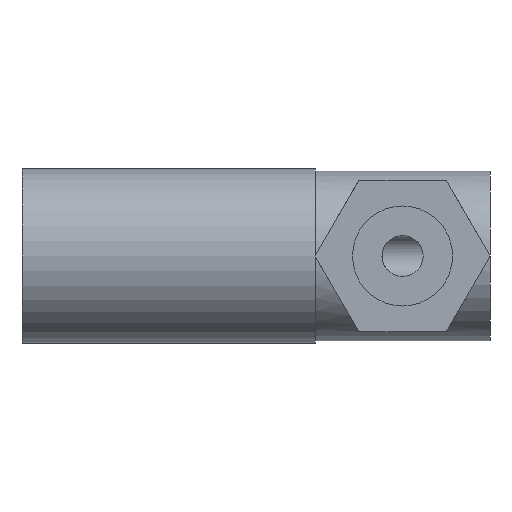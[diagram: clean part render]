
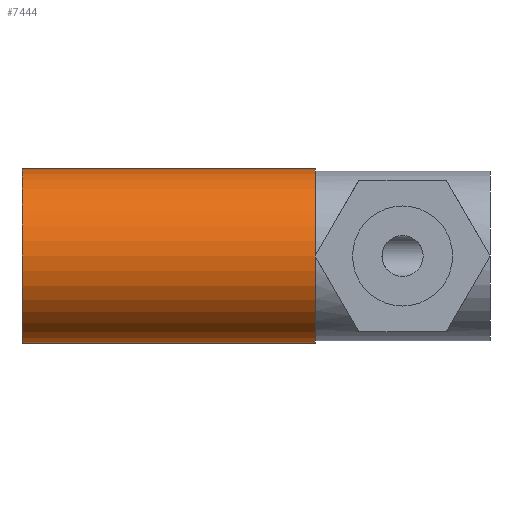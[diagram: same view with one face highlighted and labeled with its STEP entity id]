
A CAD part, front view. The second image highlights one B-rep face of the part: STEP entity #7444.
In plain terms, the highlighted cylindrical face has radius 8.5 mm (diameter 17 mm), a partial arc.
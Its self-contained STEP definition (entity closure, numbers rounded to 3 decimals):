
#126 = VERTEX_POINT ( 'NONE', #4246 ) ;
#355 = ORIENTED_EDGE ( 'NONE', *, *, #2058, .F. ) ;
#455 = LINE ( 'NONE', #4733, #4277 ) ;
#820 = ORIENTED_EDGE ( 'NONE', *, *, #1381, .T. ) ;
#1183 = EDGE_LOOP ( 'NONE', ( #355, #820, #4794, #4005 ) ) ;
#1381 = EDGE_CURVE ( 'NONE', #1948, #7616, #5314, .T. ) ;
#1476 = CARTESIAN_POINT ( 'NONE',  ( 0., 0., 0. ) ) ;
#1503 = EDGE_CURVE ( 'NONE', #7616, #126, #3541, .T. ) ;
#1519 = FACE_OUTER_BOUND ( 'NONE', #1183, .T. ) ;
#1666 = AXIS2_PLACEMENT_3D ( 'NONE', #1476, #3900, #6505 ) ;
#1838 = CARTESIAN_POINT ( 'NONE',  ( 28.5, 0., 8.5 ) ) ;
#1948 = VERTEX_POINT ( 'NONE', #3456 ) ;
#2003 = DIRECTION ( 'NONE',  ( -1., 0., 0. ) ) ;
#2050 = CYLINDRICAL_SURFACE ( 'NONE', #1666, 8.5 ) ;
#2058 = EDGE_CURVE ( 'NONE', #1948, #4471, #455, .T. ) ;
#2621 = CARTESIAN_POINT ( 'NONE',  ( 0., 0., 0. ) ) ;
#2630 = DIRECTION ( 'NONE',  ( -1., 0., 0. ) ) ;
#2661 = DIRECTION ( 'NONE',  ( 0., 0., 1. ) ) ;
#2756 = CARTESIAN_POINT ( 'NONE',  ( 0., 0., 8.5 ) ) ;
#2881 = DIRECTION ( 'NONE',  ( -1., 0., 0. ) ) ;
#3456 = CARTESIAN_POINT ( 'NONE',  ( 28.5, 0., -8.5 ) ) ;
#3541 = LINE ( 'NONE', #2756, #4662 ) ;
#3900 = DIRECTION ( 'NONE',  ( -1., 0., 0. ) ) ;
#4005 = ORIENTED_EDGE ( 'NONE', *, *, #6490, .F. ) ;
#4246 = CARTESIAN_POINT ( 'NONE',  ( 0., 0., 8.5 ) ) ;
#4277 = VECTOR ( 'NONE', #2881, 1000. ) ;
#4471 = VERTEX_POINT ( 'NONE', #5856 ) ;
#4662 = VECTOR ( 'NONE', #4816, 1000. ) ;
#4733 = CARTESIAN_POINT ( 'NONE',  ( 0., 0., -8.5 ) ) ;
#4794 = ORIENTED_EDGE ( 'NONE', *, *, #1503, .T. ) ;
#4807 = AXIS2_PLACEMENT_3D ( 'NONE', #2621, #2003, #2661 ) ;
#4816 = DIRECTION ( 'NONE',  ( -1., 0., 0. ) ) ;
#5137 = DIRECTION ( 'NONE',  ( 0., 0., 1. ) ) ;
#5176 = CARTESIAN_POINT ( 'NONE',  ( 28.5, 0., 0. ) ) ;
#5314 = CIRCLE ( 'NONE', #6124, 8.5 ) ;
#5856 = CARTESIAN_POINT ( 'NONE',  ( 0., 0., -8.5 ) ) ;
#6124 = AXIS2_PLACEMENT_3D ( 'NONE', #5176, #2630, #5137 ) ;
#6490 = EDGE_CURVE ( 'NONE', #4471, #126, #7847, .T. ) ;
#6505 = DIRECTION ( 'NONE',  ( 0., 0., 1. ) ) ;
#7444 = ADVANCED_FACE ( 'NONE', ( #1519 ), #2050, .T. ) ;
#7616 = VERTEX_POINT ( 'NONE', #1838 ) ;
#7847 = CIRCLE ( 'NONE', #4807, 8.5 ) ;
